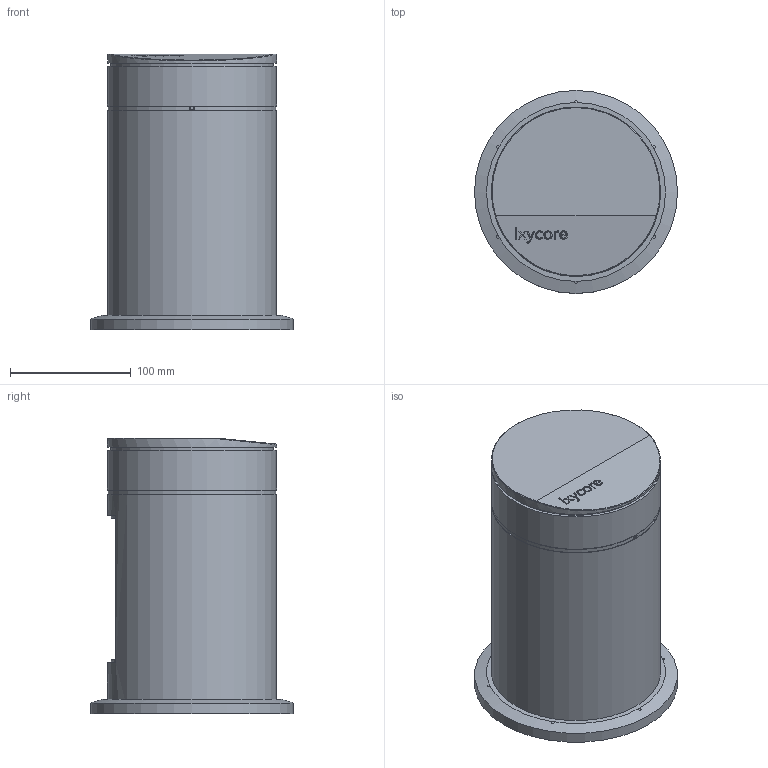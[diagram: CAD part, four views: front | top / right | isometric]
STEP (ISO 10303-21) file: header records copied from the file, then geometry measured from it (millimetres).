
FILE_DESCRIPTION(/* description */ (''),/* implementation_level */ '2;1');
FILE_NAME(/* name */ 'Neutrino_Refonte v21.step',/* time_stamp */ '2022-10-07T18:42:18+08:00',/* author */ (''),/* organization */ (''),/* preprocessor_version */ 'ST-DEVELOPER v19',/* originating_system */ 'Autodesk Translation Framework v11.7.0.108',/* authorisation */ '');
FILE_SCHEMA (('AUTOMOTIVE_DESIGN { 1 0 10303 214 3 1 1 }'));
Length unit declared in the file: millimetre
Products named in the file (10): Neutrino_Refonte; Corps_boitier; Face_arriere; Capot_superieur; Capot_inferieur; Plaque_support; Glissiere v1; Glissiere v1(Symétrie miroir) (1); Goujon_de_fixation; Couvercle Inferieur
Assembly tree (11 placements, depth 2):
  Neutrino_Refonte
    Corps_boitier
    Face_arriere
    Capot_superieur
    Capot_inferieur
    Plaque_support
    Goujon_de_fixation  x3
    Glissiere v1
    Glissiere v1(Symétrie miroir) (1)
    Couvercle Inferieur
Bounding box: 168.2 x 168.2 x 228.5 mm (x, y, z)
Volume: 820354.2 mm3; surface area: 351102.3 mm2
Topology: 11 solids, 11 shells, 383 faces, 994 edges, 655 vertices
Faces by surface type: plane 210, bspline 103, cylinder 62, cone 8
Full cylindrical faces by diameter (mm): 2.529 x11, 3 x1, 3.1 x14, 11.6 x2, 23.6 x1, 129.8 x2, 130 x1, 134.8 x1, 140 x3, 140.2 x1, 159.8 x1, 160.2 x1, 168.2 x1
Entity records: 12852 total; most frequent: CARTESIAN_POINT 3999, ORIENTED_EDGE 1904, DIRECTION 1450, EDGE_CURVE 952, VERTEX_POINT 627, LINE 590, VECTOR 590, EDGE_LOOP 441
